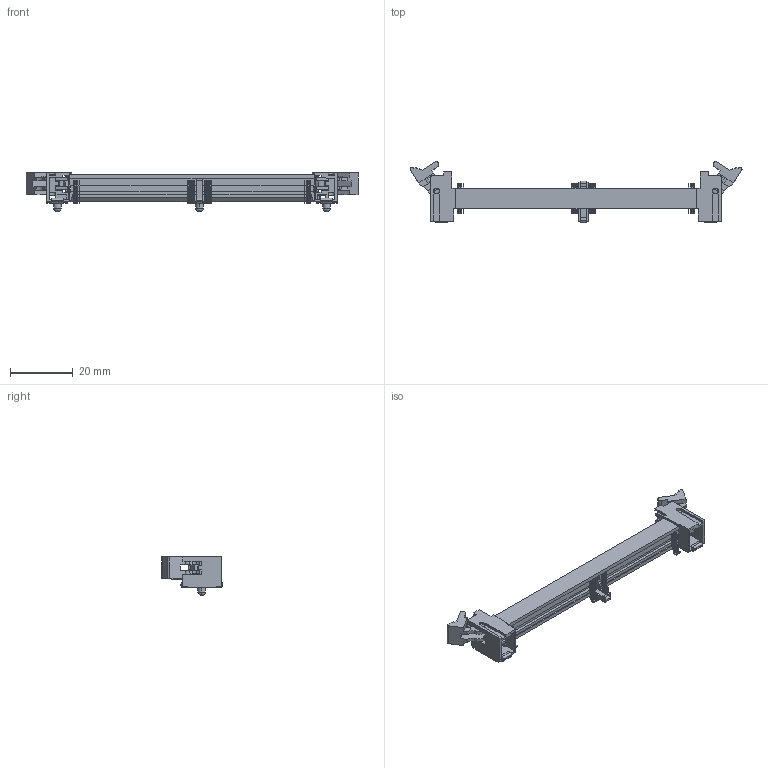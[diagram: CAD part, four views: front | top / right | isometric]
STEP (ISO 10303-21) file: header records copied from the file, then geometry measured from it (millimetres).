
FILE_DESCRIPTION((''),'2;1');
FILE_NAME('MOLEX_87918-0001.stp','2016-08-26T17:19:21',(''),(''),'Mechanical Desktop 2011','Mechanical Desktop 2011',', , ');
FILE_SCHEMA(('AUTOMOTIVE_DESIGN { 1 2 10303 214 1 1 1 1 }'));
Length unit declared in the file: millimetre
Products named in the file (1): Product
Bounding box: 106.23 x 19.47 x 12.28 mm (x, y, z)
Volume: 4651.3 mm3; surface area: 6906.6 mm2
Topology: 73 solids, 73 shells, 1721 faces, 4729 edges, 3138 vertices
Faces by surface type: plane 1145, cylinder 373, bspline 203
Entity records: 54909 total; most frequent: CARTESIAN_POINT 10808, ORIENTED_EDGE 9458, DIRECTION 8605, EDGE_CURVE 4729, VECTOR 3891, LINE 3891, VERTEX_POINT 3138, AXIS2_PLACEMENT_3D 2357
